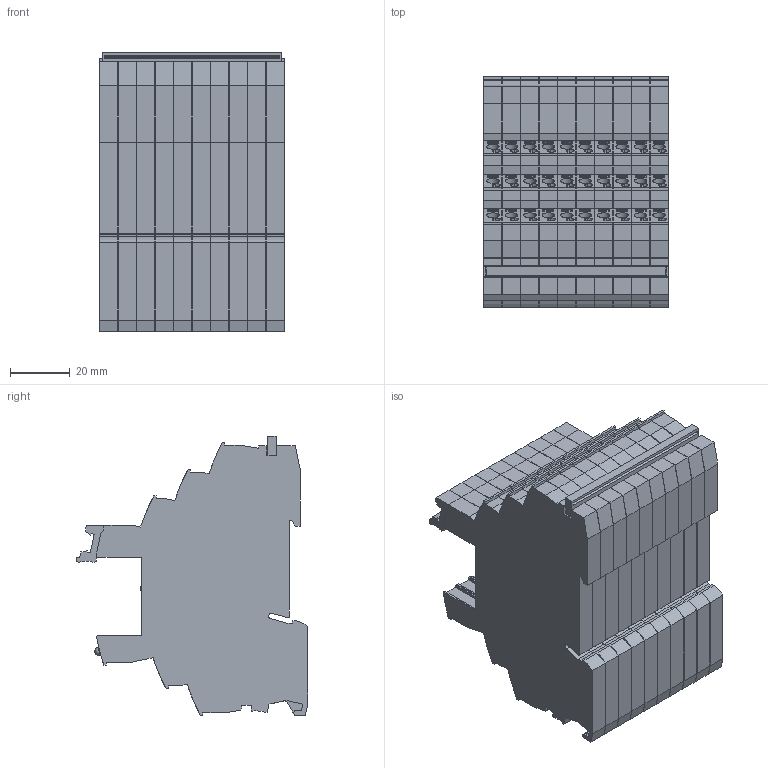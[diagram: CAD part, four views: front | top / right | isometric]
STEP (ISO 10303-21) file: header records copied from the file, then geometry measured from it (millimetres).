
FILE_DESCRIPTION(('HOOPS Exchange Step'),'2;1');
FILE_NAME('export-A9D77621-BBF6-41B5-8C95-0F8C3CCE8E84.stp','2024-12-27T14:16:39+01:00',('Engineering'),('Alibre'),'HOOPS Exchange 2024.3','Alibre','Unknown authorisation');
FILE_SCHEMA( ('AP242_MANAGED_MODEL_BASED_3D_ENGINEERING_MIM_LF {1 0 10303 442 1 1 4 }') );
Length unit declared in the file: millimetre
Products named in the file (14): 2303-1 Relay base - RIF-0-BPT-21 - 2900958; 2303 Relay base - RIF-0-BPT-21 - 2900958; 394-1 Plug-in bridge - FBS 10-6 - 3030271 (10-poles); 394 Plug-in bridge - FBS 10-6 - 3030271 (10-poles); 394 DEMO Assembly
Assembly tree (22 placements, depth 3):
  394 DEMO Assembly
    2303 Relay base - RIF-0-BPT-21 - 2900958
      2303-1 Relay base - RIF-0-BPT-21 - 2900958
    2303 Relay base - RIF-0-BPT-21 - 2900958
      2303-1 Relay base - RIF-0-BPT-21 - 2900958
    2303 Relay base - RIF-0-BPT-21 - 2900958
      2303-1 Relay base - RIF-0-BPT-21 - 2900958
    2303 Relay base - RIF-0-BPT-21 - 2900958
      2303-1 Relay base - RIF-0-BPT-21 - 2900958
    2303 Relay base - RIF-0-BPT-21 - 2900958
      2303-1 Relay base - RIF-0-BPT-21 - 2900958
    2303 Relay base - RIF-0-BPT-21 - 2900958
      2303-1 Relay base - RIF-0-BPT-21 - 2900958
    2303 Relay base - RIF-0-BPT-21 - 2900958
      2303-1 Relay base - RIF-0-BPT-21 - 2900958
    2303 Relay base - RIF-0-BPT-21 - 2900958
      2303-1 Relay base - RIF-0-BPT-21 - 2900958
    2303 Relay base - RIF-0-BPT-21 - 2900958
      2303-1 Relay base - RIF-0-BPT-21 - 2900958
    2303 Relay base - RIF-0-BPT-21 - 2900958
      2303-1 Relay base - RIF-0-BPT-21 - 2900958
    394 Plug-in bridge - FBS 10-6 - 3030271 (10-poles)
      394-1 Plug-in bridge - FBS 10-6 - 3030271 (10-poles)
Bounding box: 61.9 x 77.7 x 93.71 mm (x, y, z)
Volume: 259752.2 mm3; surface area: 131050 mm2
Topology: 11 solids, 11 shells, 3752 faces, 10554 edges, 7036 vertices
Faces by surface type: plane 2882, cylinder 710, cone 100, bspline 50, sphere 10
Entity records: 21563 total; most frequent: CARTESIAN_POINT 5462, ORIENTED_EDGE 3122, DIRECTION 2803, EDGE_CURVE 1561, VECTOR 1323, LINE 1323, CONTEXT_DEPENDENT_OVER_RIDING_STYLED_ITEM 1091, VERTEX_POINT 1042
